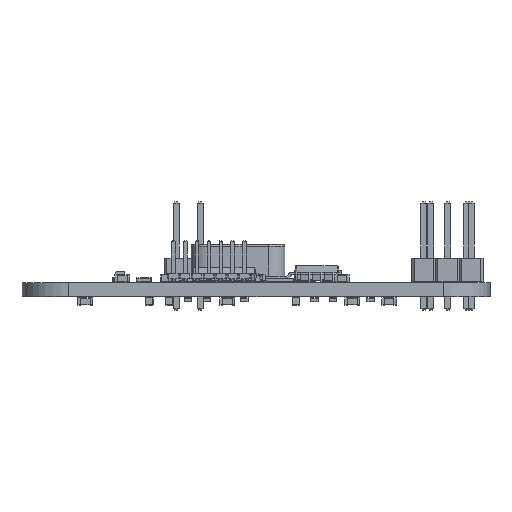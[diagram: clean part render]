
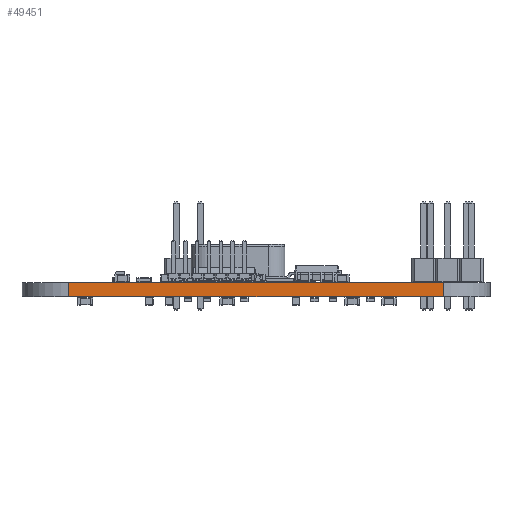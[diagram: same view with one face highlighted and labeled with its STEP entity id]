
A CAD part, left-side view. The second image highlights one B-rep face of the part: STEP entity #49451.
In plain terms, the highlighted planar face has unit normal (-1, 0, 0).
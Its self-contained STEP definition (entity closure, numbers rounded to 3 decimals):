
#46306 = VERTEX_POINT('',#46307);
#46307 = CARTESIAN_POINT('',(60.,-45.,0.));
#46314 = EDGE_CURVE('',#46315,#46306,#46317,.T.);
#46315 = VERTEX_POINT('',#46316);
#46316 = CARTESIAN_POINT('',(60.,-85.,0.));
#46317 = LINE('',#46318,#46319);
#46318 = CARTESIAN_POINT('',(60.,-85.,0.));
#46319 = VECTOR('',#46320,1.);
#46320 = DIRECTION('',(0.,1.,0.));
#47865 = VERTEX_POINT('',#47866);
#47866 = CARTESIAN_POINT('',(60.,-45.,1.51));
#47873 = EDGE_CURVE('',#47874,#47865,#47876,.T.);
#47874 = VERTEX_POINT('',#47875);
#47875 = CARTESIAN_POINT('',(60.,-85.,1.51));
#47876 = LINE('',#47877,#47878);
#47877 = CARTESIAN_POINT('',(60.,-85.,1.51));
#47878 = VECTOR('',#47879,1.);
#47879 = DIRECTION('',(0.,1.,0.));
#49421 = EDGE_CURVE('',#46306,#47865,#49422,.T.);
#49422 = LINE('',#49423,#49424);
#49423 = CARTESIAN_POINT('',(60.,-45.,0.));
#49424 = VECTOR('',#49425,1.);
#49425 = DIRECTION('',(0.,0.,1.));
#49451 = ADVANCED_FACE('',(#49452),#49463,.T.);
#49452 = FACE_BOUND('',#49453,.T.);
#49453 = EDGE_LOOP('',(#49454,#49460,#49461,#49462));
#49454 = ORIENTED_EDGE('',*,*,#49455,.T.);
#49455 = EDGE_CURVE('',#46315,#47874,#49456,.T.);
#49456 = LINE('',#49457,#49458);
#49457 = CARTESIAN_POINT('',(60.,-85.,0.));
#49458 = VECTOR('',#49459,1.);
#49459 = DIRECTION('',(0.,0.,1.));
#49460 = ORIENTED_EDGE('',*,*,#47873,.T.);
#49461 = ORIENTED_EDGE('',*,*,#49421,.F.);
#49462 = ORIENTED_EDGE('',*,*,#46314,.F.);
#49463 = PLANE('',#49464);
#49464 = AXIS2_PLACEMENT_3D('',#49465,#49466,#49467);
#49465 = CARTESIAN_POINT('',(60.,-85.,0.));
#49466 = DIRECTION('',(-1.,0.,0.));
#49467 = DIRECTION('',(0.,1.,0.));
